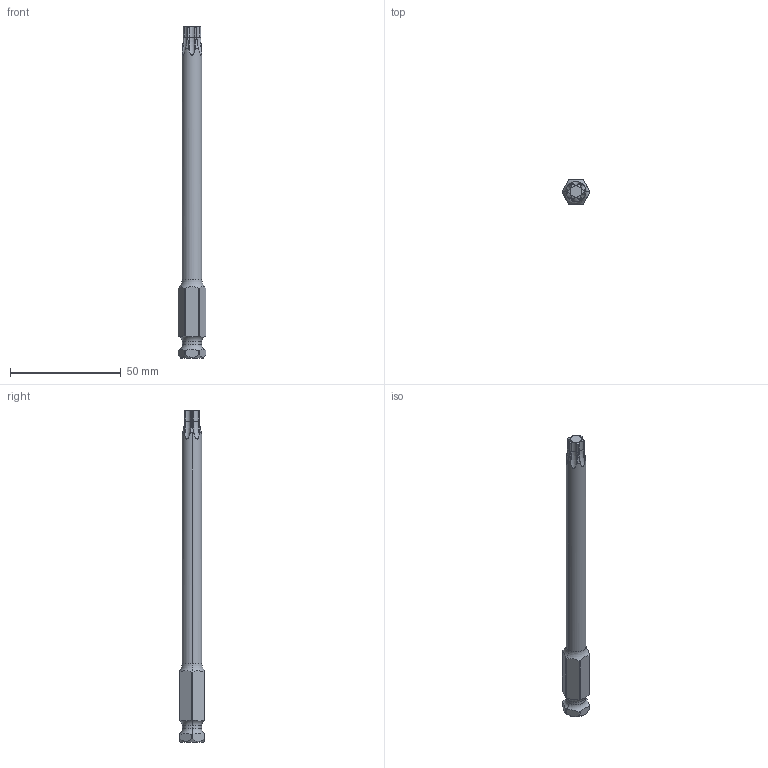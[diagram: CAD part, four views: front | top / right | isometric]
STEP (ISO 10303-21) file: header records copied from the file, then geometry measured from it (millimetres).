
FILE_DESCRIPTION((''),'2;1');
FILE_NAME('4027105545','2023-08-22T15:27:24',('A00565553'),(''),'CREO PARAMETRIC BY PTC INC, 2022414','CREO PARAMETRIC BY PTC INC, 2022414','');
FILE_SCHEMA(('CONFIG_CONTROL_DESIGN','GEOMETRIC_VALIDATION_PROPERTIES_MIM'));
Length unit declared in the file: millimetre
Products named in the file (1): 4027105545
Bounding box: 12.56 x 11.11 x 150 mm (x, y, z)
Volume: 10421.9 mm3; surface area: 4667 mm2
Topology: 1 solids, 1 shells, 88 faces, 240 edges, 154 vertices
Faces by surface type: cylinder 40, torus 30, plane 14, cone 4
Entity records: 3859 total; most frequent: CARTESIAN_POINT 1600, ORIENTED_EDGE 480, DIRECTION 428, EDGE_CURVE 240, AXIS2_PLACEMENT_3D 186, VERTEX_POINT 154, CIRCLE 98, EDGE_LOOP 88
